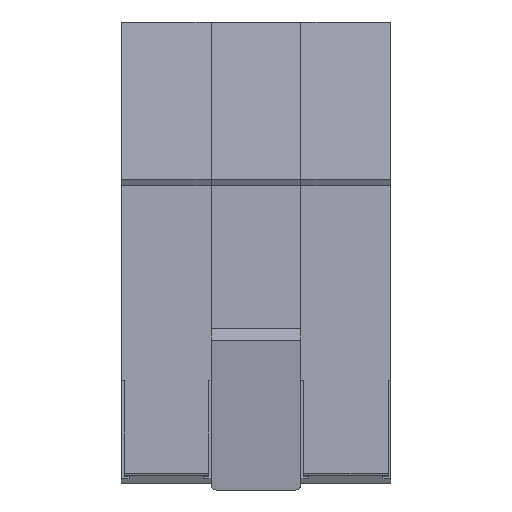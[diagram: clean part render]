
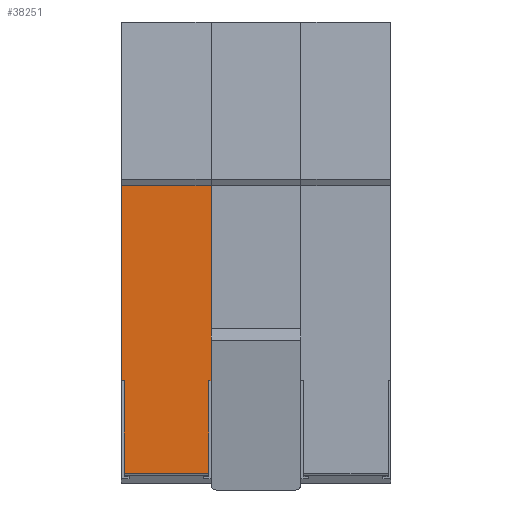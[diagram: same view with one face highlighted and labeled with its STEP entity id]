
A CAD part, front view. The second image highlights one B-rep face of the part: STEP entity #38251.
In plain terms, the highlighted planar face has unit normal (0, -1, 0).
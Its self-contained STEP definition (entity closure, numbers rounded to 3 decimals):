
#666 = VECTOR ( 'NONE', #1939, 1000. ) ;
#1444 = VERTEX_POINT ( 'NONE', #66529 ) ;
#1746 = CARTESIAN_POINT ( 'NONE',  ( 16., -30.2, 22.64 ) ) ;
#1939 = DIRECTION ( 'NONE',  ( -1., 0., 0. ) ) ;
#2207 = CARTESIAN_POINT ( 'NONE',  ( 17.5, -30.2, -22.64 ) ) ;
#2592 = EDGE_CURVE ( 'NONE', #1444, #12050, #31574, .T. ) ;
#2820 = LINE ( 'NONE', #72292, #52764 ) ;
#4731 = CARTESIAN_POINT ( 'NONE',  ( 0.6, -30.2, 22.64 ) ) ;
#5303 = EDGE_CURVE ( 'NONE', #34926, #25650, #6518, .T. ) ;
#6047 = VECTOR ( 'NONE', #64578, 1000. ) ;
#6518 = LINE ( 'NONE', #70644, #40547 ) ;
#6827 = EDGE_CURVE ( 'NONE', #25678, #55065, #61287, .T. ) ;
#6869 = LINE ( 'NONE', #25431, #36014 ) ;
#7293 = CARTESIAN_POINT ( 'NONE',  ( 8.75, -30.2, 40.736 ) ) ;
#8033 = CARTESIAN_POINT ( 'NONE',  ( 1.5, -30.2, -22.64 ) ) ;
#8180 = LINE ( 'NONE', #55217, #56345 ) ;
#9093 = ORIENTED_EDGE ( 'NONE', *, *, #66069, .T. ) ;
#10296 = DIRECTION ( 'NONE',  ( 0., 1., 0. ) ) ;
#11320 = CARTESIAN_POINT ( 'NONE',  ( 0.6, -30.2, 40.736 ) ) ;
#11854 = ORIENTED_EDGE ( 'NONE', *, *, #51526, .F. ) ;
#12050 = VERTEX_POINT ( 'NONE', #16984 ) ;
#15946 = ORIENTED_EDGE ( 'NONE', *, *, #35255, .F. ) ;
#16984 = CARTESIAN_POINT ( 'NONE',  ( 0., -30.2, -22.64 ) ) ;
#19078 = VECTOR ( 'NONE', #58397, 1000. ) ;
#20123 = ORIENTED_EDGE ( 'NONE', *, *, #25483, .T. ) ;
#24920 = DIRECTION ( 'NONE',  ( 1., 0., 0. ) ) ;
#25431 = CARTESIAN_POINT ( 'NONE',  ( 8.75, -30.2, -40.736 ) ) ;
#25483 = EDGE_CURVE ( 'NONE', #25650, #66693, #6869, .T. ) ;
#25650 = VERTEX_POINT ( 'NONE', #73245 ) ;
#25678 = VERTEX_POINT ( 'NONE', #46619 ) ;
#26255 = LINE ( 'NONE', #8033, #666 ) ;
#26401 = CARTESIAN_POINT ( 'NONE',  ( 17., -30.2, -22.64 ) ) ;
#28551 = DIRECTION ( 'NONE',  ( 0., 0., -1. ) ) ;
#28826 = CARTESIAN_POINT ( 'NONE',  ( 0.6, -30.2, -22.64 ) ) ;
#29284 = VERTEX_POINT ( 'NONE', #62828 ) ;
#29958 = ORIENTED_EDGE ( 'NONE', *, *, #34391, .T. ) ;
#30467 = DIRECTION ( 'NONE',  ( -1., 0., 0. ) ) ;
#30979 = DIRECTION ( 'NONE',  ( 0., 0., 1. ) ) ;
#31574 = LINE ( 'NONE', #48251, #6047 ) ;
#32528 = VERTEX_POINT ( 'NONE', #26401 ) ;
#32585 = ORIENTED_EDGE ( 'NONE', *, *, #5303, .T. ) ;
#33286 = EDGE_LOOP ( 'NONE', ( #32585, #20123, #67134, #74424, #62970, #15946, #9093, #65536, #34643, #29958, #57845, #11854 ) ) ;
#34391 = EDGE_CURVE ( 'NONE', #25678, #1444, #8180, .T. ) ;
#34643 = ORIENTED_EDGE ( 'NONE', *, *, #6827, .F. ) ;
#34926 = VERTEX_POINT ( 'NONE', #28826 ) ;
#35255 = EDGE_CURVE ( 'NONE', #36243, #73322, #53748, .T. ) ;
#36014 = VECTOR ( 'NONE', #48199, 1000. ) ;
#36049 = CARTESIAN_POINT ( 'NONE',  ( 16., -30.2, -22.64 ) ) ;
#36162 = LINE ( 'NONE', #7293, #61958 ) ;
#36243 = VERTEX_POINT ( 'NONE', #49275 ) ;
#36452 = DIRECTION ( 'NONE',  ( 0., 0., -1. ) ) ;
#37063 = DIRECTION ( 'NONE',  ( -1., 0., 0. ) ) ;
#37417 = CARTESIAN_POINT ( 'NONE',  ( 17., -30.2, -40.736 ) ) ;
#38164 = EDGE_CURVE ( 'NONE', #29284, #55065, #36162, .T. ) ;
#38251 = ADVANCED_FACE ( 'NONE', ( #39149 ), #74032, .F. ) ;
#38415 = EDGE_CURVE ( 'NONE', #73322, #68309, #71692, .T. ) ;
#39149 = FACE_OUTER_BOUND ( 'NONE', #33286, .T. ) ;
#40090 = CARTESIAN_POINT ( 'NONE',  ( 17., -30.2, -22.64 ) ) ;
#40547 = VECTOR ( 'NONE', #28551, 1000. ) ;
#41771 = CARTESIAN_POINT ( 'NONE',  ( 17.5, -30.2, 0. ) ) ;
#44100 = DIRECTION ( 'NONE',  ( 0., 0., 1. ) ) ;
#46159 = VECTOR ( 'NONE', #24920, 1000. ) ;
#46619 = CARTESIAN_POINT ( 'NONE',  ( 0.6, -30.2, 22.64 ) ) ;
#48199 = DIRECTION ( 'NONE',  ( 1., 0., 0. ) ) ;
#48251 = CARTESIAN_POINT ( 'NONE',  ( 0., -30.2, 0. ) ) ;
#48678 = AXIS2_PLACEMENT_3D ( 'NONE', #62252, #10296, #44100 ) ;
#49275 = CARTESIAN_POINT ( 'NONE',  ( 17., -30.2, 22.64 ) ) ;
#51526 = EDGE_CURVE ( 'NONE', #34926, #12050, #26255, .T. ) ;
#52326 = VECTOR ( 'NONE', #36452, 1000. ) ;
#52602 = CARTESIAN_POINT ( 'NONE',  ( 17.5, -30.2, 22.64 ) ) ;
#52764 = VECTOR ( 'NONE', #30979, 1000. ) ;
#52946 = LINE ( 'NONE', #40090, #68662 ) ;
#53748 = LINE ( 'NONE', #1746, #46159 ) ;
#55065 = VERTEX_POINT ( 'NONE', #11320 ) ;
#55217 = CARTESIAN_POINT ( 'NONE',  ( 1.5, -30.2, 22.64 ) ) ;
#56345 = VECTOR ( 'NONE', #37063, 1000. ) ;
#57845 = ORIENTED_EDGE ( 'NONE', *, *, #2592, .T. ) ;
#58397 = DIRECTION ( 'NONE',  ( 1., 0., 0. ) ) ;
#61287 = LINE ( 'NONE', #4731, #68072 ) ;
#61958 = VECTOR ( 'NONE', #30467, 1000. ) ;
#62227 = LINE ( 'NONE', #36049, #19078 ) ;
#62252 = CARTESIAN_POINT ( 'NONE',  ( 8.75, -30.2, 0. ) ) ;
#62828 = CARTESIAN_POINT ( 'NONE',  ( 17., -30.2, 40.736 ) ) ;
#62970 = ORIENTED_EDGE ( 'NONE', *, *, #38415, .F. ) ;
#63189 = DIRECTION ( 'NONE',  ( 0., 0., -1. ) ) ;
#64578 = DIRECTION ( 'NONE',  ( 0., 0., -1. ) ) ;
#65536 = ORIENTED_EDGE ( 'NONE', *, *, #38164, .T. ) ;
#66069 = EDGE_CURVE ( 'NONE', #36243, #29284, #2820, .T. ) ;
#66529 = CARTESIAN_POINT ( 'NONE',  ( 0., -30.2, 22.64 ) ) ;
#66693 = VERTEX_POINT ( 'NONE', #37417 ) ;
#67134 = ORIENTED_EDGE ( 'NONE', *, *, #73964, .F. ) ;
#68060 = EDGE_CURVE ( 'NONE', #32528, #68309, #62227, .T. ) ;
#68072 = VECTOR ( 'NONE', #72698, 1000. ) ;
#68309 = VERTEX_POINT ( 'NONE', #2207 ) ;
#68662 = VECTOR ( 'NONE', #63189, 1000. ) ;
#70644 = CARTESIAN_POINT ( 'NONE',  ( 0.6, -30.2, -22.64 ) ) ;
#71692 = LINE ( 'NONE', #41771, #52326 ) ;
#72292 = CARTESIAN_POINT ( 'NONE',  ( 17., -30.2, 22.64 ) ) ;
#72698 = DIRECTION ( 'NONE',  ( 0., 0., 1. ) ) ;
#73245 = CARTESIAN_POINT ( 'NONE',  ( 0.6, -30.2, -40.736 ) ) ;
#73322 = VERTEX_POINT ( 'NONE', #52602 ) ;
#73964 = EDGE_CURVE ( 'NONE', #32528, #66693, #52946, .T. ) ;
#74032 = PLANE ( 'NONE',  #48678 ) ;
#74424 = ORIENTED_EDGE ( 'NONE', *, *, #68060, .T. ) ;
